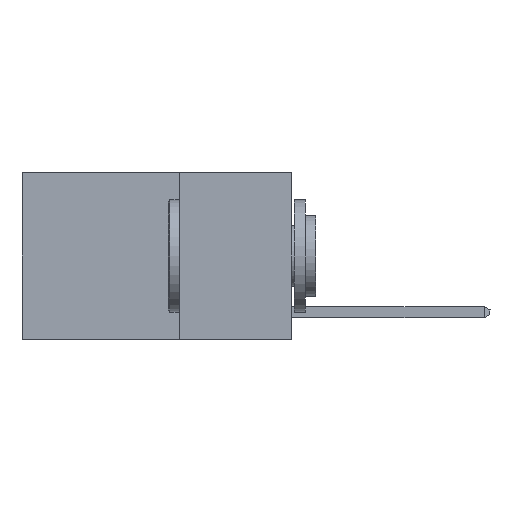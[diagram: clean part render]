
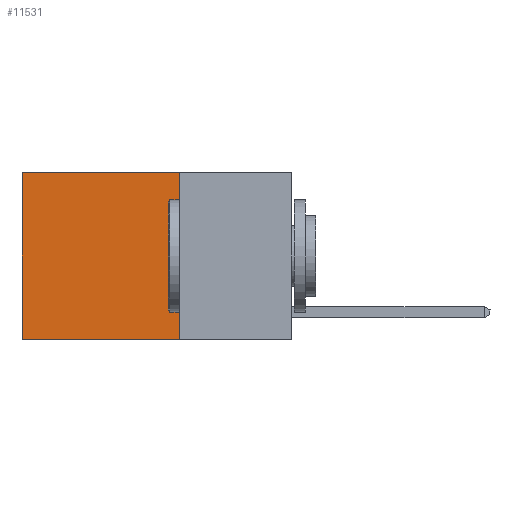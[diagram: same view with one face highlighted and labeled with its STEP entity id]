
A CAD part, left-side view. The second image highlights one B-rep face of the part: STEP entity #11531.
In plain terms, the highlighted planar face has unit normal (-1, 0, 0).
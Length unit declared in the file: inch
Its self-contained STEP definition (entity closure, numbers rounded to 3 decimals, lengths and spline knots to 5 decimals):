
#585 = ORIENTED_EDGE ( 'NONE', *, *, #5016, .T. ) ;
#682 = VERTEX_POINT ( 'NONE', #11866 ) ;
#823 = DIRECTION ( 'NONE',  ( 1., 0., 0. ) ) ;
#3883 = CARTESIAN_POINT ( 'NONE',  ( 0.2625, 0.25, 0. ) ) ;
#4892 = CARTESIAN_POINT ( 'NONE',  ( 0.2625, 0.25, 0. ) ) ;
#4999 = ORIENTED_EDGE ( 'NONE', *, *, #17414, .F. ) ;
#5016 = EDGE_CURVE ( 'NONE', #12924, #20239, #5483, .T. ) ;
#5483 = LINE ( 'NONE', #11768, #11950 ) ;
#6890 = CARTESIAN_POINT ( 'NONE',  ( 0.2625, 0.6, 0. ) ) ;
#6940 = AXIS2_PLACEMENT_3D ( 'NONE', #3883, #823, #7102 ) ;
#7102 = DIRECTION ( 'NONE',  ( 0., 0., -1. ) ) ;
#8055 = EDGE_CURVE ( 'NONE', #20239, #10686, #11881, .T. ) ;
#8148 = LINE ( 'NONE', #15766, #10490 ) ;
#8620 = CARTESIAN_POINT ( 'NONE',  ( 0.2625, 0.6, -0.37 ) ) ;
#10175 = EDGE_CURVE ( 'NONE', #12924, #682, #8148, .T. ) ;
#10490 = VECTOR ( 'NONE', #12652, 39.37008 ) ;
#10686 = VERTEX_POINT ( 'NONE', #8620 ) ;
#11531 = ADVANCED_FACE ( 'NONE', ( #15323 ), #12118, .F. ) ;
#11732 = ORIENTED_EDGE ( 'NONE', *, *, #8055, .T. ) ;
#11768 = CARTESIAN_POINT ( 'NONE',  ( 0.2625, 0.25, 0. ) ) ;
#11866 = CARTESIAN_POINT ( 'NONE',  ( 0.2625, 0.25, -0.37 ) ) ;
#11881 = LINE ( 'NONE', #14971, #16054 ) ;
#11950 = VECTOR ( 'NONE', #18072, 39.37008 ) ;
#12118 = PLANE ( 'NONE',  #6940 ) ;
#12652 = DIRECTION ( 'NONE',  ( 0., 0., -1. ) ) ;
#12924 = VERTEX_POINT ( 'NONE', #4892 ) ;
#14971 = CARTESIAN_POINT ( 'NONE',  ( 0.2625, 0.6, 0. ) ) ;
#15315 = LINE ( 'NONE', #18016, #18274 ) ;
#15323 = FACE_OUTER_BOUND ( 'NONE', #15972, .T. ) ;
#15766 = CARTESIAN_POINT ( 'NONE',  ( 0.2625, 0.25, 0. ) ) ;
#15972 = EDGE_LOOP ( 'NONE', ( #11732, #4999, #16749, #585 ) ) ;
#16054 = VECTOR ( 'NONE', #19931, 39.37008 ) ;
#16749 = ORIENTED_EDGE ( 'NONE', *, *, #10175, .F. ) ;
#17414 = EDGE_CURVE ( 'NONE', #682, #10686, #15315, .T. ) ;
#18016 = CARTESIAN_POINT ( 'NONE',  ( 0.2625, 0.25, -0.37 ) ) ;
#18072 = DIRECTION ( 'NONE',  ( 0., 1., 0. ) ) ;
#18274 = VECTOR ( 'NONE', #18327, 39.37008 ) ;
#18327 = DIRECTION ( 'NONE',  ( 0., 1., 0. ) ) ;
#19931 = DIRECTION ( 'NONE',  ( 0., 0., -1. ) ) ;
#20239 = VERTEX_POINT ( 'NONE', #6890 ) ;
